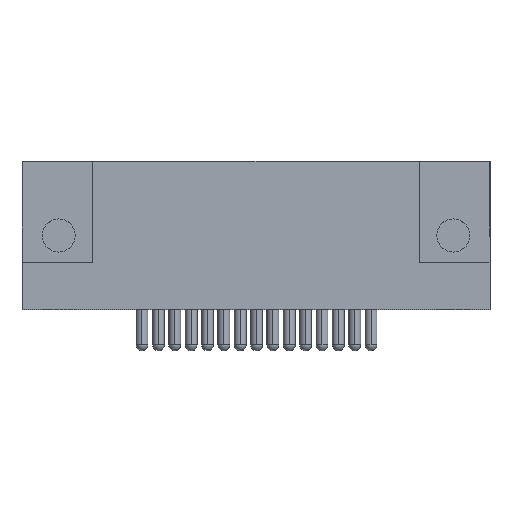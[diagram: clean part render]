
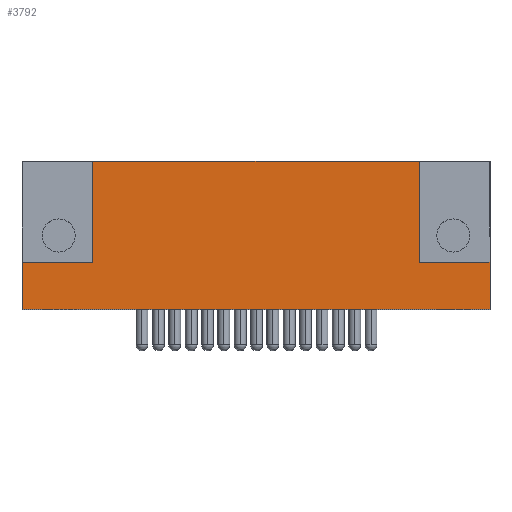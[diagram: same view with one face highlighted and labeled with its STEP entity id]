
A CAD part, top view. The second image highlights one B-rep face of the part: STEP entity #3792.
In plain terms, the highlighted planar face has unit normal (0, 0, 1).
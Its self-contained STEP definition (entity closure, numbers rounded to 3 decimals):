
#3381 = VERTEX_POINT ( 'NONE', #6107 ) ;
#3383 = EDGE_CURVE ( 'NONE', #3400, #3381, #6106, .T. ) ;
#3400 = VERTEX_POINT ( 'NONE', #6128 ) ;
#3726 = ORIENTED_EDGE ( 'NONE', *, *, #3383, .T. ) ;
#3727 = ORIENTED_EDGE ( 'NONE', *, *, #3728, .T. ) ;
#3728 = EDGE_CURVE ( 'NONE', #3381, #3729, #6960, .T. ) ;
#3729 = VERTEX_POINT ( 'NONE', #6952 ) ;
#3730 = ORIENTED_EDGE ( 'NONE', *, *, #3731, .F. ) ;
#3731 = EDGE_CURVE ( 'NONE', #3732, #3729, #6951, .T. ) ;
#3732 = VERTEX_POINT ( 'NONE', #7001 ) ;
#3733 = ORIENTED_EDGE ( 'NONE', *, *, #3734, .F. ) ;
#3734 = EDGE_CURVE ( 'NONE', #3752, #3732, #6999, .T. ) ;
#3742 = EDGE_CURVE ( 'NONE', #3770, #3400, #7030, .T. ) ;
#3749 = VERTEX_POINT ( 'NONE', #7062 ) ;
#3751 = EDGE_CURVE ( 'NONE', #3752, #3749, #7061, .T. ) ;
#3752 = VERTEX_POINT ( 'NONE', #7057 ) ;
#3770 = VERTEX_POINT ( 'NONE', #7067 ) ;
#3792 = ADVANCED_FACE ( 'NONE', ( #7135 ), #7176, .T. ) ;
#3793 = EDGE_LOOP ( 'NONE', ( #3794, #3795, #3797, #3798, #3726, #3727, #3730, #3733 ) ) ;
#3794 = ORIENTED_EDGE ( 'NONE', *, *, #3751, .T. ) ;
#3795 = ORIENTED_EDGE ( 'NONE', *, *, #3796, .T. ) ;
#3796 = EDGE_CURVE ( 'NONE', #3749, #3800, #7175, .T. ) ;
#3797 = ORIENTED_EDGE ( 'NONE', *, *, #3799, .F. ) ;
#3798 = ORIENTED_EDGE ( 'NONE', *, *, #3742, .T. ) ;
#3799 = EDGE_CURVE ( 'NONE', #3770, #3800, #7167, .T. ) ;
#3800 = VERTEX_POINT ( 'NONE', #7163 ) ;
#6103 = DIRECTION ( 'NONE',  ( 1., 0., 0. ) ) ;
#6104 = VECTOR ( 'NONE', #6103, 1000. ) ;
#6105 = CARTESIAN_POINT ( 'NONE',  ( -29.546, 0., 1.77 ) ) ;
#6106 = LINE ( 'NONE', #6105, #6104 ) ;
#6107 = CARTESIAN_POINT ( 'NONE',  ( 10.074, 0., 1.77 ) ) ;
#6128 = CARTESIAN_POINT ( 'NONE',  ( -29.546, 0., 1.77 ) ) ;
#6949 = DIRECTION ( 'NONE',  ( 1., 0., 0. ) ) ;
#6950 = CARTESIAN_POINT ( 'NONE',  ( -29.546, 4., 1.77 ) ) ;
#6951 = LINE ( 'NONE', #6950, #7002 ) ;
#6952 = CARTESIAN_POINT ( 'NONE',  ( 10.074, 4., 1.77 ) ) ;
#6953 = DIRECTION ( 'NONE',  ( 0., 1., 0. ) ) ;
#6954 = VECTOR ( 'NONE', #6953, 1000. ) ;
#6955 = CARTESIAN_POINT ( 'NONE',  ( 10.074, 12.55, 1.77 ) ) ;
#6960 = LINE ( 'NONE', #6955, #6954 ) ;
#6996 = DIRECTION ( 'NONE',  ( 0., -1., 0. ) ) ;
#6997 = VECTOR ( 'NONE', #6996, 1000. ) ;
#6998 = CARTESIAN_POINT ( 'NONE',  ( 4.074, 0., 1.77 ) ) ;
#6999 = LINE ( 'NONE', #6998, #6997 ) ;
#7001 = CARTESIAN_POINT ( 'NONE',  ( 4.074, 4., 1.77 ) ) ;
#7002 = VECTOR ( 'NONE', #6949, 1000. ) ;
#7027 = DIRECTION ( 'NONE',  ( 0., -1., 0. ) ) ;
#7028 = VECTOR ( 'NONE', #7027, 1000. ) ;
#7029 = CARTESIAN_POINT ( 'NONE',  ( -29.546, 12.55, 1.77 ) ) ;
#7030 = LINE ( 'NONE', #7029, #7028 ) ;
#7057 = CARTESIAN_POINT ( 'NONE',  ( 4.074, 12.55, 1.77 ) ) ;
#7058 = DIRECTION ( 'NONE',  ( -1., 0., 0. ) ) ;
#7059 = VECTOR ( 'NONE', #7058, 1000. ) ;
#7060 = CARTESIAN_POINT ( 'NONE',  ( -29.546, 12.55, 1.77 ) ) ;
#7061 = LINE ( 'NONE', #7060, #7059 ) ;
#7062 = CARTESIAN_POINT ( 'NONE',  ( -23.546, 12.55, 1.77 ) ) ;
#7067 = CARTESIAN_POINT ( 'NONE',  ( -29.546, 4., 1.77 ) ) ;
#7135 = FACE_OUTER_BOUND ( 'NONE', #3793, .T. ) ;
#7163 = CARTESIAN_POINT ( 'NONE',  ( -23.546, 4., 1.77 ) ) ;
#7164 = DIRECTION ( 'NONE',  ( 1., 0., 0. ) ) ;
#7165 = VECTOR ( 'NONE', #7164, 1000. ) ;
#7166 = CARTESIAN_POINT ( 'NONE',  ( -29.546, 4., 1.77 ) ) ;
#7167 = LINE ( 'NONE', #7166, #7165 ) ;
#7168 = DIRECTION ( 'NONE',  ( 0., -1., 0. ) ) ;
#7169 = VECTOR ( 'NONE', #7168, 1000. ) ;
#7170 = CARTESIAN_POINT ( 'NONE',  ( -23.546, 0., 1.77 ) ) ;
#7171 = DIRECTION ( 'NONE',  ( 1., 0., 0. ) ) ;
#7172 = DIRECTION ( 'NONE',  ( 0., 0., 1. ) ) ;
#7173 = CARTESIAN_POINT ( 'NONE',  ( -29.546, 0., 1.77 ) ) ;
#7174 = AXIS2_PLACEMENT_3D ( 'NONE', #7173, #7172, #7171 ) ;
#7175 = LINE ( 'NONE', #7170, #7169 ) ;
#7176 = PLANE ( 'NONE',  #7174 ) ;
